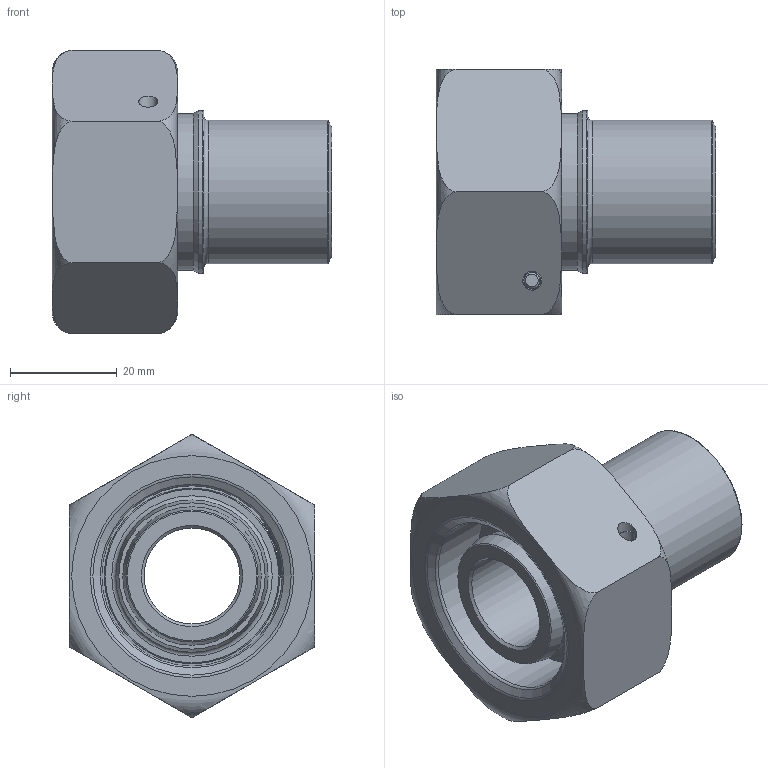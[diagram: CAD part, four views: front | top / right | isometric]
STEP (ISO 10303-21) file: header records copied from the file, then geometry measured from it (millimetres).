
FILE_DESCRIPTION(/* description */ (''),/* implementation_level */ '2;1');
FILE_NAME(/* name */ 'AKS25-26923.stp',/* time_stamp */ '2025-03-05T06:19:42+01:00',/* author */ ('lwesslowski'),/* organization */ (''),/* preprocessor_version */ 'ST-DEVELOPER v19.2',/* originating_system */ 'Autodesk Inventor 2023',/* authorisation */ '');
FILE_SCHEMA (('CONFIG_CONTROL_DESIGN'));
Length unit declared in the file: millimetre
Products named in the file (5): X-AKS25-26923; X-OR-25; X-MT25; X-ST25; Bauteil104
Assembly tree (4 placements, depth 2):
  X-AKS25-26923
    X-OR-25
    X-MT25
    X-ST25
    Bauteil104
Bounding box: 52.41 x 46 x 53.12 mm (x, y, z)
Volume: 36815.5 mm3; surface area: 18317 mm2
Topology: 4 solids, 4 shells, 259 faces, 701 edges, 464 vertices
Faces by surface type: plane 202, bspline 20, torus 16, cone 11, cylinder 10
Full cylindrical faces by diameter (mm): 3.245 x1, 3.545 x1, 18 x1, 22.3 x1, 26.9 x1, 29.455 x1, 30.545 x1, 32.955 x1, 33.3 x1, 33.835 x1
Entity records: 9787 total; most frequent: CARTESIAN_POINT 3148, ORIENTED_EDGE 1402, DIRECTION 1217, EDGE_CURVE 701, LINE 561, VECTOR 561, VERTEX_POINT 464, AXIS2_PLACEMENT_3D 328
